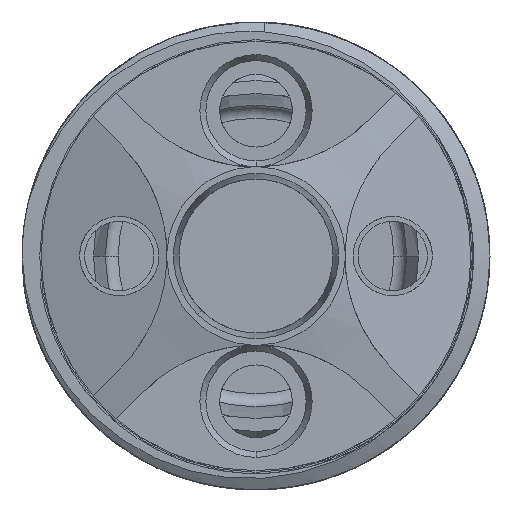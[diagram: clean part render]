
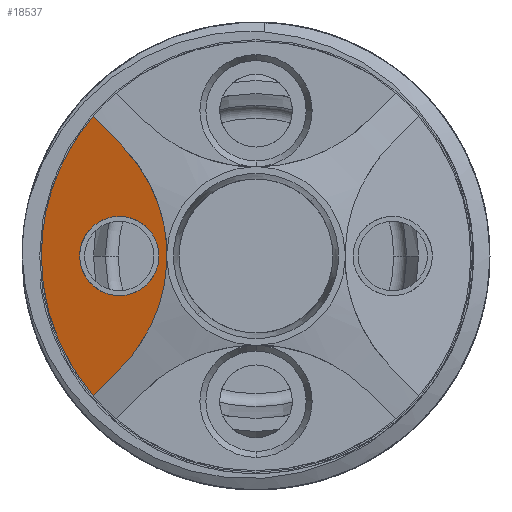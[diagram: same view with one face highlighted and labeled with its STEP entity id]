
A CAD part, front view. The second image highlights one B-rep face of the part: STEP entity #18537.
In plain terms, the highlighted planar face has unit normal (-0.294, -0.956, 0).
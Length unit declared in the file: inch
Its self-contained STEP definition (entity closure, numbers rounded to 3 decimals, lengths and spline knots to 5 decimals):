
#5527=DIRECTION('',(0.691,-0.213,0.691));
#5528=VECTOR('',#5527,0.06042);
#5529=CARTESIAN_POINT('',(-0.19228,-0.06406,
-0.21145));
#5530=LINE('',#5529,#5528);
#5531=CARTESIAN_POINT('',(-0.19228,-0.06406,
-0.21145));
#5532=CARTESIAN_POINT('',(-0.20738,-0.05941,
-0.19383));
#5533=CARTESIAN_POINT('',(-0.23126,-0.05207,
-0.15859));
#5534=CARTESIAN_POINT('',(-0.26218,-0.04255,
-0.0881));
#5535=CARTESIAN_POINT('',(-0.276,-0.0383,0.));
#5536=CARTESIAN_POINT('',(-0.26218,-0.04255,
0.0881));
#5537=CARTESIAN_POINT('',(-0.23126,-0.05207,
0.15859));
#5538=CARTESIAN_POINT('',(-0.20738,-0.05941,
0.19383));
#5539=CARTESIAN_POINT('',(-0.19228,-0.06406,
0.21145));
#5541=DIRECTION('',(-0.691,0.213,0.691));
#5542=VECTOR('',#5541,0.06042);
#5543=CARTESIAN_POINT('',(-0.15053,-0.0769,
0.16971));
#5544=LINE('',#5543,#5542);
#5545=CARTESIAN_POINT('',(-0.15053,-0.0769,
0.16971));
#5546=CARTESIAN_POINT('',(-0.13639,-0.08126,
0.15556));
#5547=CARTESIAN_POINT('',(-0.11479,-0.0879,
0.12728));
#5548=CARTESIAN_POINT('',(-0.08741,-0.09633,
0.07071));
#5549=CARTESIAN_POINT('',(-0.07546,-0.1,0.));
#5550=CARTESIAN_POINT('',(-0.08741,-0.09633,
-0.07071));
#5551=CARTESIAN_POINT('',(-0.11479,-0.0879,
-0.12728));
#5552=CARTESIAN_POINT('',(-0.13639,-0.08126,
-0.15556));
#5553=CARTESIAN_POINT('',(-0.15053,-0.0769,
-0.16971));
#5555=CARTESIAN_POINT('',(-0.09247,-0.09477,0.));
#5556=CARTESIAN_POINT('',(-0.09247,-0.09477,
0.00707));
#5557=CARTESIAN_POINT('',(-0.09503,-0.09398,
0.02235));
#5558=CARTESIAN_POINT('',(-0.10879,-0.08975,
0.0437));
#5559=CARTESIAN_POINT('',(-0.12654,-0.08429,
0.05514));
#5560=CARTESIAN_POINT('',(-0.14164,-0.07964,
0.05937));
#5561=CARTESIAN_POINT('',(-0.15247,-0.07631,
0.06032));
#5562=CARTESIAN_POINT('',(-0.16331,-0.07297,
0.05937));
#5563=CARTESIAN_POINT('',(-0.17841,-0.06833,
0.05514));
#5564=CARTESIAN_POINT('',(-0.19616,-0.06287,
0.0437));
#5565=CARTESIAN_POINT('',(-0.20991,-0.05863,
0.02235));
#5566=CARTESIAN_POINT('',(-0.21247,-0.05785,
0.00707));
#5567=CARTESIAN_POINT('',(-0.21247,-0.05785,0.));
#5569=CARTESIAN_POINT('',(-0.21247,-0.05785,0.));
#5570=CARTESIAN_POINT('',(-0.21247,-0.05785,
-0.00707));
#5571=CARTESIAN_POINT('',(-0.20991,-0.05863,
-0.02235));
#5572=CARTESIAN_POINT('',(-0.19616,-0.06287,
-0.0437));
#5573=CARTESIAN_POINT('',(-0.17841,-0.06833,
-0.05514));
#5574=CARTESIAN_POINT('',(-0.16331,-0.07297,
-0.05937));
#5575=CARTESIAN_POINT('',(-0.15247,-0.07631,
-0.06032));
#5576=CARTESIAN_POINT('',(-0.14164,-0.07964,
-0.05937));
#5577=CARTESIAN_POINT('',(-0.12654,-0.08429,
-0.05514));
#5578=CARTESIAN_POINT('',(-0.10879,-0.08975,
-0.0437));
#5579=CARTESIAN_POINT('',(-0.09503,-0.09398,
-0.02235));
#5580=CARTESIAN_POINT('',(-0.09247,-0.09477,
-0.00707));
#5581=CARTESIAN_POINT('',(-0.09247,-0.09477,0.));
#8816=CARTESIAN_POINT('',(-0.19228,-0.06406,
-0.21145));
#8817=CARTESIAN_POINT('',(-0.15053,-0.0769,
-0.16971));
#8818=VERTEX_POINT('',#8816);
#8819=VERTEX_POINT('',#8817);
#8820=VERTEX_POINT('',#5545);
#8821=CARTESIAN_POINT('',(-0.19228,-0.06406,
0.21145));
#8822=VERTEX_POINT('',#8821);
#8924=VERTEX_POINT('',#5555);
#8925=VERTEX_POINT('',#5567);
#18519=CARTESIAN_POINT('',(-0.27047,-0.04,-0.325));
#18520=DIRECTION('',(0.294,0.956,0.));
#18521=DIRECTION('',(0.956,-0.294,0.));
#18522=AXIS2_PLACEMENT_3D('',#18519,#18520,#18521);
#18523=PLANE('',#18522);
#18524=ORIENTED_EDGE('',*,*,#18513,.F.);
#18525=ORIENTED_EDGE('',*,*,#18255,.T.);
#18527=ORIENTED_EDGE('',*,*,#18526,.F.);
#18528=ORIENTED_EDGE('',*,*,#18499,.T.);
#18529=EDGE_LOOP('',(#18524,#18525,#18527,#18528));
#18530=FACE_OUTER_BOUND('',#18529,.F.);
#18532=ORIENTED_EDGE('',*,*,#18531,.T.);
#18534=ORIENTED_EDGE('',*,*,#18533,.T.);
#18535=EDGE_LOOP('',(#18532,#18534));
#18536=FACE_BOUND('',#18535,.F.);
#18537=ADVANCED_FACE('',(#18530,#18536),#18523,.F.);
#5540=B_SPLINE_CURVE_WITH_KNOTS('',3,(#5531,#5532,#5533,#5534,#5535,#5536,#5537,
#5538,#5539),.UNSPECIFIED.,.F.,.F.,(4,1,1,1,1,1,4),(0.,0.125,0.25,0.5,
0.75,0.875,1.),.UNSPECIFIED.);
#5554=B_SPLINE_CURVE_WITH_KNOTS('',3,(#5545,#5546,#5547,#5548,#5549,#5550,#5551,
#5552,#5553),.UNSPECIFIED.,.F.,.F.,(4,1,1,1,1,1,4),(0.,0.125,0.25,0.5,
0.75,0.875,1.),.UNSPECIFIED.);
#5568=B_SPLINE_CURVE_WITH_KNOTS('',3,(#5555,#5556,#5557,#5558,#5559,#5560,#5561,
#5562,#5563,#5564,#5565,#5566,#5567),.UNSPECIFIED.,.F.,.F.,(4,1,1,1,1,1,1,1,1,1,
4),(0.,0.125,0.25,0.375,0.4375,0.5,0.5625,0.625,0.75,0.875,
1.),.UNSPECIFIED.);
#5582=B_SPLINE_CURVE_WITH_KNOTS('',3,(#5569,#5570,#5571,#5572,#5573,#5574,#5575,
#5576,#5577,#5578,#5579,#5580,#5581),.UNSPECIFIED.,.F.,.F.,(4,1,1,1,1,1,1,1,1,1,
4),(0.,0.125,0.25,0.375,0.4375,0.5,0.5625,0.625,0.75,0.875,
1.),.UNSPECIFIED.);
#18255=EDGE_CURVE('',#8818,#8822,#5540,.T.);
#18499=EDGE_CURVE('',#8820,#8819,#5554,.T.);
#18513=EDGE_CURVE('',#8818,#8819,#5530,.T.);
#18526=EDGE_CURVE('',#8820,#8822,#5544,.T.);
#18531=EDGE_CURVE('',#8924,#8925,#5568,.T.);
#18533=EDGE_CURVE('',#8925,#8924,#5582,.T.);
